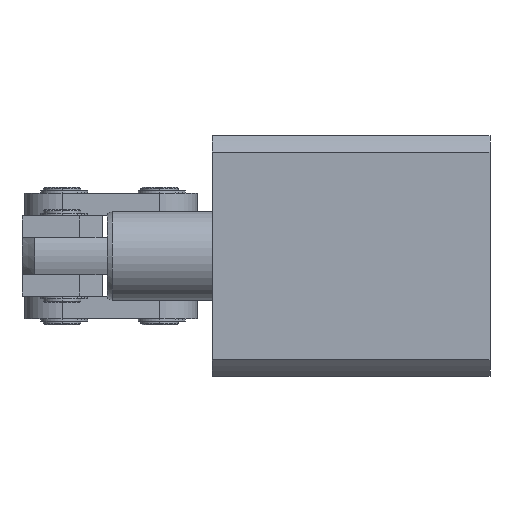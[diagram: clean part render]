
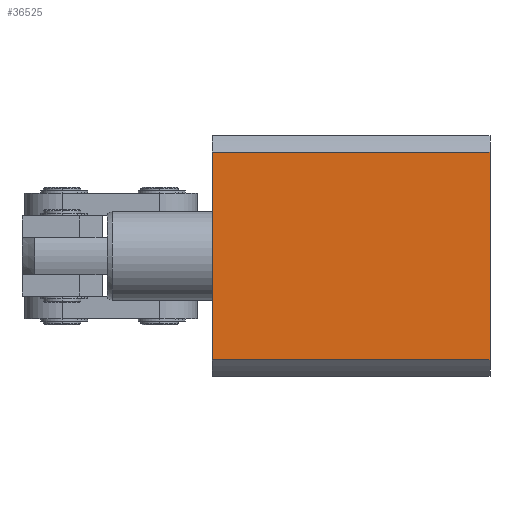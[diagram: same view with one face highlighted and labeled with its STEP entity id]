
A CAD part, left-side view. The second image highlights one B-rep face of the part: STEP entity #36525.
In plain terms, the highlighted planar face has unit normal (-1, 0, 0).
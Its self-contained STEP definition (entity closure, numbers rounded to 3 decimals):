
#1158 = EDGE_CURVE ( 'NONE', #13408, #15733, #37533, .T. ) ;
#1798 = LINE ( 'NONE', #4708, #10240 ) ;
#3852 = EDGE_CURVE ( 'NONE', #9803, #34287, #1798, .T. ) ;
#4390 = EDGE_CURVE ( 'NONE', #34287, #13408, #22656, .T. ) ;
#4708 = CARTESIAN_POINT ( 'NONE',  ( -48.015, 0., 41.555 ) ) ;
#4891 = LINE ( 'NONE', #33052, #21788 ) ;
#5757 = CARTESIAN_POINT ( 'NONE',  ( -48.015, 111., -41.555 ) ) ;
#7228 = ORIENTED_EDGE ( 'NONE', *, *, #31202, .T. ) ;
#7494 = CARTESIAN_POINT ( 'NONE',  ( -48.015, 0., -41.555 ) ) ;
#8928 = CARTESIAN_POINT ( 'NONE',  ( -48.015, 0., 41.555 ) ) ;
#8977 = AXIS2_PLACEMENT_3D ( 'NONE', #35270, #16242, #38445 ) ;
#9803 = VERTEX_POINT ( 'NONE', #8928 ) ;
#10240 = VECTOR ( 'NONE', #14169, 1000. ) ;
#10699 = DIRECTION ( 'NONE',  ( 0., 0., 1. ) ) ;
#10762 = ORIENTED_EDGE ( 'NONE', *, *, #1158, .T. ) ;
#13408 = VERTEX_POINT ( 'NONE', #5757 ) ;
#14097 = CARTESIAN_POINT ( 'NONE',  ( -48.015, 0., -41.555 ) ) ;
#14169 = DIRECTION ( 'NONE',  ( 0., 1., 0. ) ) ;
#15733 = VERTEX_POINT ( 'NONE', #7494 ) ;
#15771 = DIRECTION ( 'NONE',  ( 0., 0., -1. ) ) ;
#16058 = FACE_OUTER_BOUND ( 'NONE', #31263, .T. ) ;
#16242 = DIRECTION ( 'NONE',  ( -1., 0., 0. ) ) ;
#21788 = VECTOR ( 'NONE', #10699, 1000. ) ;
#22494 = PLANE ( 'NONE',  #8977 ) ;
#22656 = LINE ( 'NONE', #25329, #38548 ) ;
#23488 = CARTESIAN_POINT ( 'NONE',  ( -48.015, 111., 41.555 ) ) ;
#25329 = CARTESIAN_POINT ( 'NONE',  ( -48.015, 111., -41.555 ) ) ;
#25453 = ORIENTED_EDGE ( 'NONE', *, *, #3852, .T. ) ;
#31202 = EDGE_CURVE ( 'NONE', #15733, #9803, #4891, .T. ) ;
#31263 = EDGE_LOOP ( 'NONE', ( #25453, #41070, #10762, #7228 ) ) ;
#33052 = CARTESIAN_POINT ( 'NONE',  ( -48.015, 0., -41.555 ) ) ;
#34287 = VERTEX_POINT ( 'NONE', #23488 ) ;
#35270 = CARTESIAN_POINT ( 'NONE',  ( -48.015, 0., -41.555 ) ) ;
#36525 = ADVANCED_FACE ( 'NONE', ( #16058 ), #22494, .T. ) ;
#37533 = LINE ( 'NONE', #14097, #38529 ) ;
#37810 = DIRECTION ( 'NONE',  ( 0., -1., 0. ) ) ;
#38445 = DIRECTION ( 'NONE',  ( 0., 0., 1. ) ) ;
#38529 = VECTOR ( 'NONE', #37810, 1000. ) ;
#38548 = VECTOR ( 'NONE', #15771, 1000. ) ;
#41070 = ORIENTED_EDGE ( 'NONE', *, *, #4390, .T. ) ;
